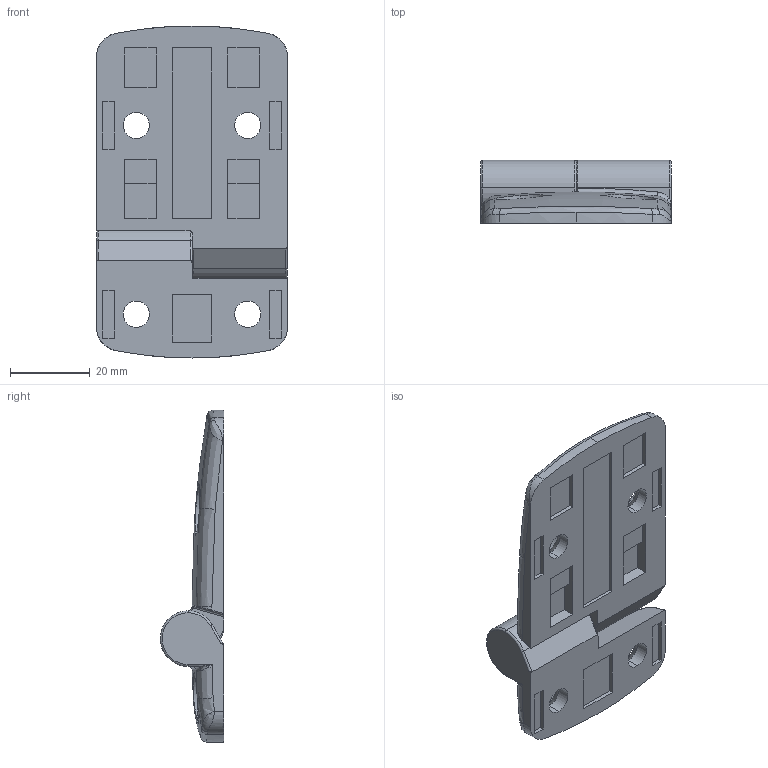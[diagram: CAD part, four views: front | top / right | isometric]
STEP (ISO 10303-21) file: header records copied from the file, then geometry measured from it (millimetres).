
FILE_DESCRIPTION (( 'STEP AP214' ), '1' );
FILE_NAME ('095k2560L00.STEP', '2014-08-13T09:46:58', ( '' ), ( '' ), 'SwSTEP 2.0', 'SolidWorks 2014', '' );
FILE_SCHEMA (( 'AUTOMOTIVE_DESIGN' ));
Length unit declared in the file: millimetre
Products named in the file (3): 095k60L00_095 k 60 l10; 095k25L00_095 k 25 L08; 095k2560L00
Assembly tree (2 placements, depth 2):
  095k2560L00
    095k25L00_095 k 25 L08
    095k60L00_095 k 60 l10
Bounding box: 48 x 15.95 x 83.5 mm (x, y, z)
Volume: 24780.3 mm3; surface area: 12085.1 mm2
Topology: 2 solids, 2 shells, 179 faces, 447 edges, 274 vertices
Faces by surface type: plane 71, cylinder 48, bspline 38, torus 13, cone 9
Entity records: 7344 total; most frequent: CARTESIAN_POINT 3347, ORIENTED_EDGE 882, DIRECTION 698, EDGE_CURVE 441, VERTEX_POINT 274, AXIS2_PLACEMENT_3D 243, LINE 212, VECTOR 212
